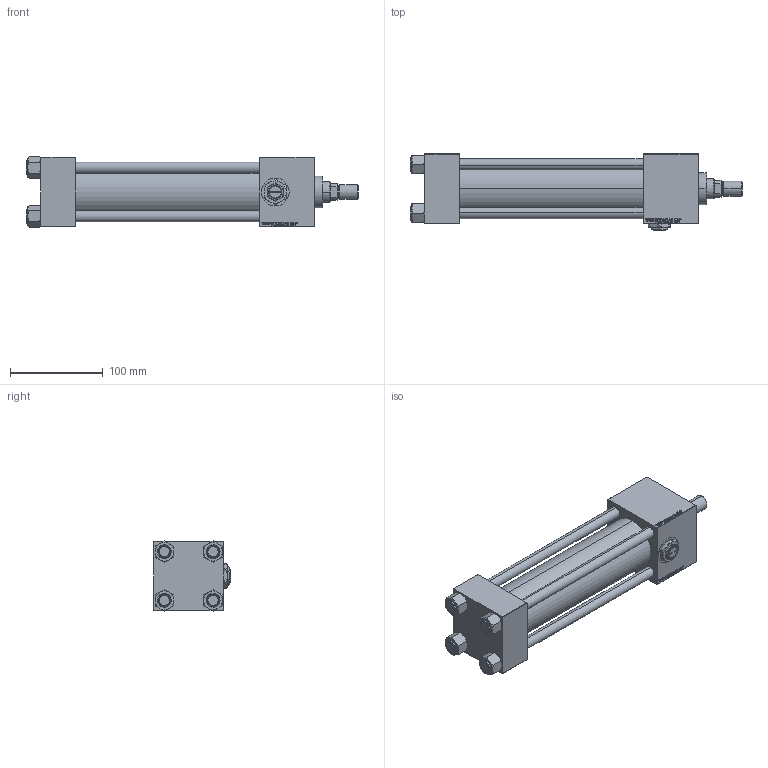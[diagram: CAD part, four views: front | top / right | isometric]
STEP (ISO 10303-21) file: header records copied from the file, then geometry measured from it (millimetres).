
FILE_DESCRIPTION (( 'STEP AP203' ), '1' );
FILE_NAME ('4553.STEP', '2022-07-01T07:37:28', ( '' ), ( '' ), 'SwSTEP 2.0', 'SolidWorks 2019', '' );
FILE_SCHEMA (( 'CONFIG_CONTROL_DESIGN' ));
Length unit declared in the file: millimetre
Products named in the file (8): 4553; V215CR_VCP_C 6974ffc110325f9d743bc1d844d6a234; Zatka_pro_OIL_PORT 6974ffc110325f9d743bc1d844d6a234; V215CR_C_Body 6974ffc110325f9d743bc1d844d6a234; V215CR_C_TYCINKA 6974ffc110325f9d743bc1d844d6a234; V215_VC_A 6974ffc110325f9d743bc1d844d6a234; ROD_END_AH 6974ffc110325f9d743bc1d844d6a234; NUT_M5_C 6974ffc110325f9d743bc1d844d6a234
Assembly tree (13 placements, depth 2):
  4553
    V215CR_C_Body 6974ffc110325f9d743bc1d844d6a234
    V215CR_VCP_C 6974ffc110325f9d743bc1d844d6a234
    NUT_M5_C 6974ffc110325f9d743bc1d844d6a234  x4
    V215CR_C_TYCINKA 6974ffc110325f9d743bc1d844d6a234  x4
    V215_VC_A 6974ffc110325f9d743bc1d844d6a234
    ROD_END_AH 6974ffc110325f9d743bc1d844d6a234
    Zatka_pro_OIL_PORT 6974ffc110325f9d743bc1d844d6a234
Bounding box: 357 x 82 x 75.54 mm (x, y, z)
Volume: 844145.1 mm3; surface area: 228298.4 mm2
Topology: 13 solids, 13 shells, 1216 faces, 3018 edges, 1953 vertices
Faces by surface type: plane 555, bspline 392, cone 160, cylinder 99, torus 10
Entity records: 52508 total; most frequent: CARTESIAN_POINT 27762, ORIENTED_EDGE 5528, DIRECTION 3598, EDGE_CURVE 2764, VERTEX_POINT 1809, LINE 1640, VECTOR 1640, EDGE_LOOP 1235
